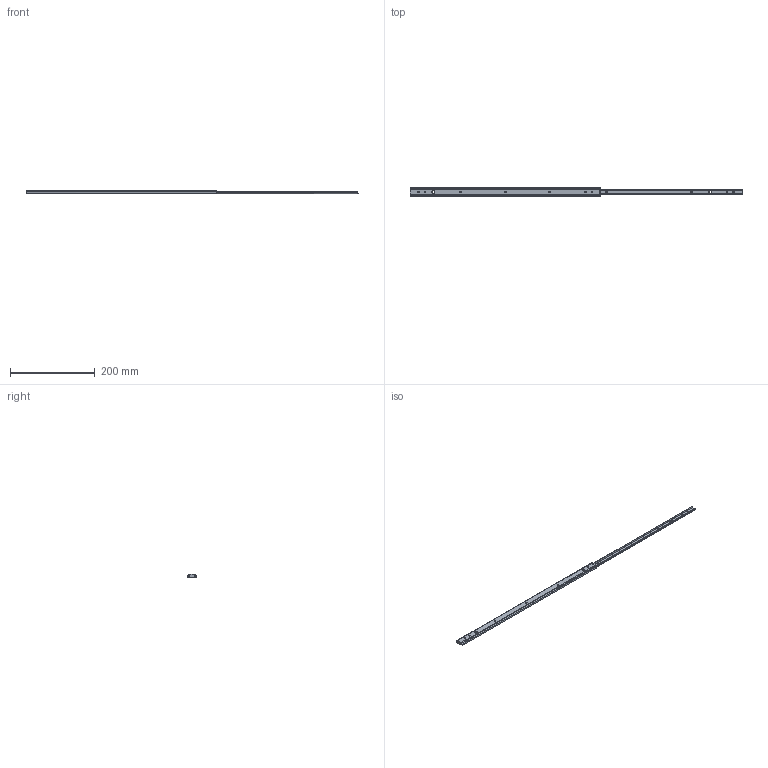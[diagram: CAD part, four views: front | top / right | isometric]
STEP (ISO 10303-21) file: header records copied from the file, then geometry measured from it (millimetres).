
FILE_DESCRIPTION (( 'STEP AP203' ), '1' );
FILE_NAME ('2021-450.STEP', '2021-01-19T07:19:39', ( '' ), ( '' ), 'SwSTEP 2.0', 'SolidWorks 2019', '' );
FILE_SCHEMA (( 'CONFIG_CONTROL_DESIGN' ));
Length unit declared in the file: millimetre
Products named in the file (3): OM-2021-450; IM-2021-450; 2021-450
Assembly tree (2 placements, depth 2):
  2021-450
    OM-2021-450
    IM-2021-450
Bounding box: 784.3 x 20 x 8 mm (x, y, z)
Volume: 27832.4 mm3; surface area: 44990.6 mm2
Topology: 2 solids, 2 shells, 124 faces, 360 edges, 238 vertices
Faces by surface type: cylinder 63, plane 61
Entity records: 4671 total; most frequent: CARTESIAN_POINT 987, ORIENTED_EDGE 720, DIRECTION 700, EDGE_CURVE 360, AXIS2_PLACEMENT_3D 239, VERTEX_POINT 238, VECTOR 222, LINE 222
